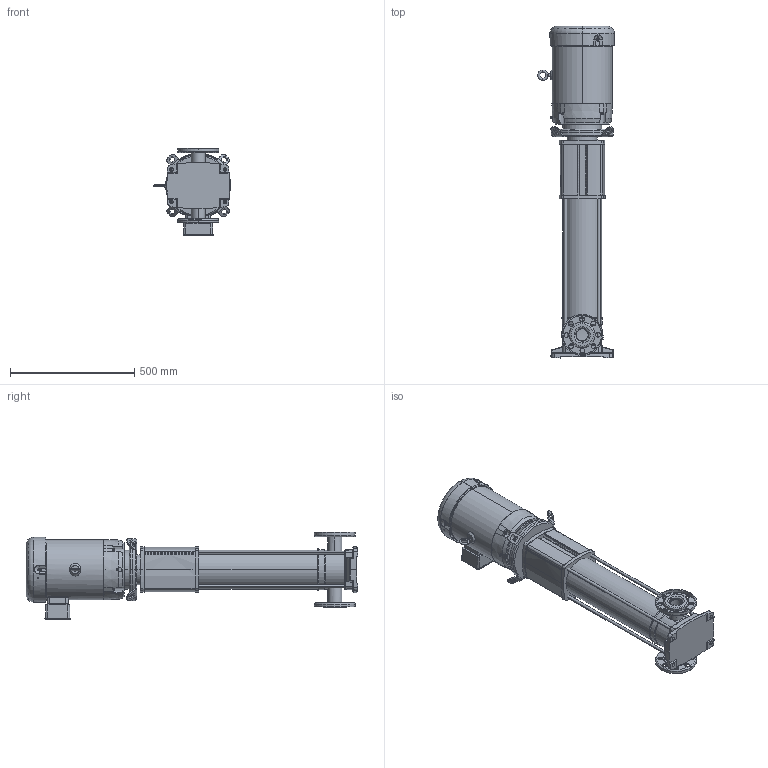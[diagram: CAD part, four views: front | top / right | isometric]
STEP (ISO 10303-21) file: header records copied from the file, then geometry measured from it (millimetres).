
FILE_DESCRIPTION (( 'STEP AP203' ), '1' );
FILE_NAME ('HELIX V50-11_460V.step', '2017-10-26T18:19:00', ( '' ), ( '' ), 'SwSTEP 2.0', 'SolidWorks 2017', '' );
FILE_SCHEMA (( 'CONFIG_CONTROL_DESIGN' ));
Length unit declared in the file: inch
Products named in the file (5): HELIX V50-11; BALDOR NEMA V2 10HP_2; ANSI Flange 2 IN; HELIX V50-11_460V; Helix Base 50-80
Assembly tree (5 placements, depth 2):
  HELIX V50-11_460V
    BALDOR NEMA V2 10HP_2
    HELIX V50-11
    ANSI Flange 2 IN  x2
    Helix Base 50-80
Bounding box: 307.74 x 1334.65 x 353.07 mm (x, y, z)
Volume: 36108298.8 mm3; surface area: 2153937.4 mm2
Topology: 15 solids, 15 shells, 1860 faces, 4980 edges, 3212 vertices
Faces by surface type: plane 937, cylinder 386, cone 206, bspline 128, sphere 113, torus 90
Entity records: 77295 total; most frequent: CARTESIAN_POINT 33602, ORIENTED_EDGE 9698, DIRECTION 7767, EDGE_CURVE 4849, VERTEX_POINT 3138, AXIS2_PLACEMENT_3D 2680, VECTOR 2407, LINE 2407
